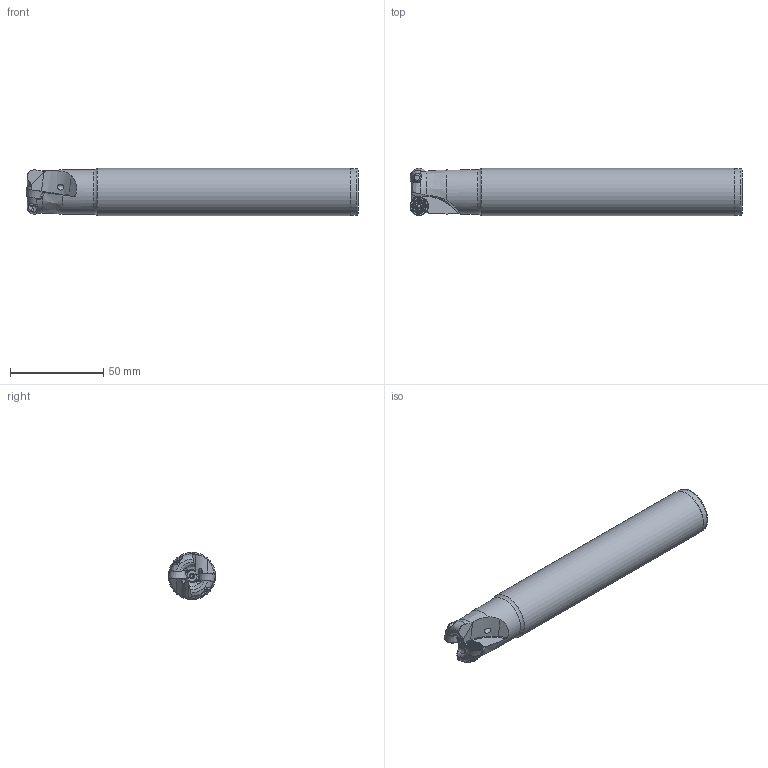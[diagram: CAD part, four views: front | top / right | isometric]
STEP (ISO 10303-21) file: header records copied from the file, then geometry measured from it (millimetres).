
FILE_DESCRIPTION(/* description */ (''),/* implementation_level */ '2;1');
FILE_NAME(/* name */ 'CUTTER_E-RDKT10-D100Z2C100-L700I.stp',/* time_stamp */ '2020-04-24T08:43:45+09:00',/* author */ (''),/* organization */ (''),/* preprocessor_version */ 'ST-DEVELOPER v16',/* originating_system */ 'SIEMENS PLM Software NX 10.0',/* authorisation */ '');
FILE_SCHEMA (('CONFIG_CONTROL_DESIGN'));
Length unit declared in the file: millimetre
Products named in the file (1): CUTTER_E-RDKT10-D100Z2C100-L700I
Bounding box: 177.8 x 25.4 x 25.4 mm (x, y, z)
Volume: 75392 mm3; surface area: 19596 mm2
Topology: 5 solids, 5 shells, 1164 faces, 2767 edges, 1537 vertices
Faces by surface type: bspline 694, torus 126, cylinder 119, sphere 84, plane 81, cone 60
Full cylindrical faces by diameter (mm): 1.6 x1, 3 x2, 3.5 x2, 3.7 x2, 4 x2, 4.4 x2, 5.2 x2, 8 x1, 23.8 x1, 25 x1, 25.4 x1
Entity records: 44111 total; most frequent: CARTESIAN_POINT 22765, ORIENTED_EDGE 5218, DIRECTION 3364, EDGE_CURVE 2609, AXIS2_PLACEMENT_3D 1557, VERTEX_POINT 1515, B_SPLINE_CURVE_WITH_KNOTS 1255, EDGE_LOOP 1234
